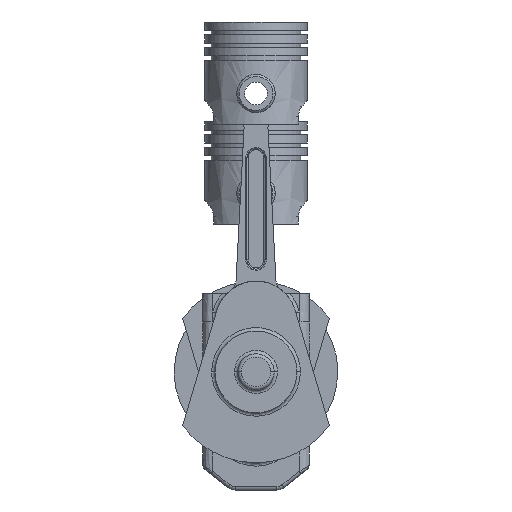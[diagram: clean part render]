
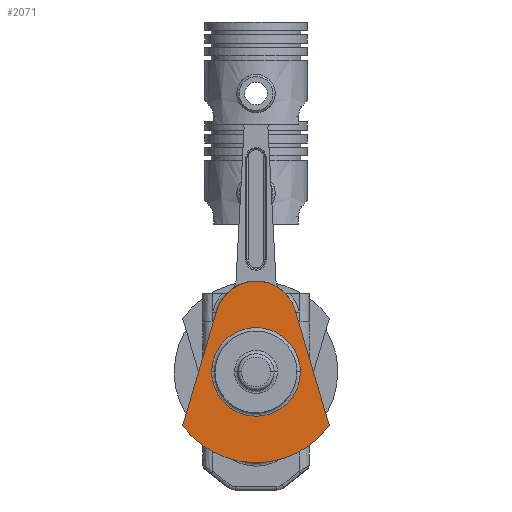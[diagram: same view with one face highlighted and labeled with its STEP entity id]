
A CAD part, left-side view. The second image highlights one B-rep face of the part: STEP entity #2071.
In plain terms, the highlighted free-form (B-spline) face has degree [1, 1] with [2, 2] control points.
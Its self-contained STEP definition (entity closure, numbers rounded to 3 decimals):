
#581 = EDGE_CURVE('',#582,#584,#586,.T.);
#582 = VERTEX_POINT('',#583);
#583 = CARTESIAN_POINT('',(-270.156,-83.464,-61.051)
  );
#584 = VERTEX_POINT('',#585);
#585 = CARTESIAN_POINT('',(-270.156,-44.618,
    70.091));
#586 = B_SPLINE_CURVE_WITH_KNOTS('',1,(#587,#588),.UNSPECIFIED.,.F.,.F.,
  (2,2),(-52.906,52.906),.PIECEWISE_BEZIER_KNOTS.);
#587 = CARTESIAN_POINT('',(-270.156,-83.464,
    -61.051));
#588 = CARTESIAN_POINT('',(-270.156,-44.618,
    70.091));
#617 = EDGE_CURVE('',#618,#584,#620,.T.);
#618 = VERTEX_POINT('',#619);
#619 = CARTESIAN_POINT('',(-270.156,44.618,
    70.091));
#620 = ( BOUNDED_CURVE() B_SPLINE_CURVE(2,(#621,#622,#623),
.UNSPECIFIED.,.F.,.F.) B_SPLINE_CURVE_WITH_KNOTS((3,3),(5.,
7.566),.PIECEWISE_BEZIER_KNOTS.) CURVE() 
GEOMETRIC_REPRESENTATION_ITEM() RATIONAL_B_SPLINE_CURVE((1.,
0.284,1.)) REPRESENTATION_ITEM('') );
#621 = CARTESIAN_POINT('',(-270.156,44.618,
    70.091));
#622 = CARTESIAN_POINT('',(-270.156,0.,
    220.719));
#623 = CARTESIAN_POINT('',(-270.156,-44.618,
    70.091));
#649 = EDGE_CURVE('',#650,#618,#652,.T.);
#650 = VERTEX_POINT('',#651);
#651 = CARTESIAN_POINT('',(-270.156,83.464,-61.051
    ));
#652 = B_SPLINE_CURVE_WITH_KNOTS('',1,(#653,#654),.UNSPECIFIED.,.F.,.F.,
  (2,2),(-52.906,52.906),.PIECEWISE_BEZIER_KNOTS.);
#653 = CARTESIAN_POINT('',(-270.156,83.464,-61.051
    ));
#654 = CARTESIAN_POINT('',(-270.156,44.618,70.091
    ));
#677 = EDGE_CURVE('',#582,#650,#678,.T.);
#678 = ( BOUNDED_CURVE() B_SPLINE_CURVE(2,(#679,#680,#681),
.UNSPECIFIED.,.F.,.F.) B_SPLINE_CURVE_WITH_KNOTS((3,3),(2.202,
4.081),.PIECEWISE_BEZIER_KNOTS.) CURVE() 
GEOMETRIC_REPRESENTATION_ITEM() RATIONAL_B_SPLINE_CURVE((1.,
0.59,1.)) REPRESENTATION_ITEM('') );
#679 = CARTESIAN_POINT('',(-270.156,-83.464,
    -61.051));
#680 = CARTESIAN_POINT('',(-270.156,0.,
    -175.156));
#681 = CARTESIAN_POINT('',(-270.156,83.464,-61.051
    ));
#2071 = ADVANCED_FACE('',(#2072,#2078),#2100,.F.);
#2072 = FACE_BOUND('',#2073,.T.);
#2073 = EDGE_LOOP('',(#2074,#2075,#2076,#2077));
#2074 = ORIENTED_EDGE('',*,*,#581,.T.);
#2075 = ORIENTED_EDGE('',*,*,#617,.F.);
#2076 = ORIENTED_EDGE('',*,*,#649,.F.);
#2077 = ORIENTED_EDGE('',*,*,#677,.F.);
#2078 = FACE_BOUND('',#2079,.T.);
#2079 = EDGE_LOOP('',(#2080,#2092));
#2080 = ORIENTED_EDGE('',*,*,#2081,.T.);
#2081 = EDGE_CURVE('',#2082,#2084,#2086,.T.);
#2082 = VERTEX_POINT('',#2083);
#2083 = CARTESIAN_POINT('',(-270.156,-50.412,
    0.));
#2084 = VERTEX_POINT('',#2085);
#2085 = CARTESIAN_POINT('',(-270.156,50.412,0.));
#2086 = ( BOUNDED_CURVE() B_SPLINE_CURVE(2,(#2087,#2088,#2089,#2090,
#2091),.UNSPECIFIED.,.F.,.F.) B_SPLINE_CURVE_WITH_KNOTS((3,2,3),(
    1.571,3.142,4.712),
.PIECEWISE_BEZIER_KNOTS.) CURVE() GEOMETRIC_REPRESENTATION_ITEM() 
RATIONAL_B_SPLINE_CURVE((1.,0.707,1.,0.707,1.)) 
REPRESENTATION_ITEM('') );
#2087 = CARTESIAN_POINT('',(-270.156,-50.412,
    0.));
#2088 = CARTESIAN_POINT('',(-270.156,-50.412,
    -50.412));
#2089 = CARTESIAN_POINT('',(-270.156,0.,
    -50.412));
#2090 = CARTESIAN_POINT('',(-270.156,50.412,
    -50.412));
#2091 = CARTESIAN_POINT('',(-270.156,50.412,
    0.));
#2092 = ORIENTED_EDGE('',*,*,#2093,.T.);
#2093 = EDGE_CURVE('',#2084,#2082,#2094,.T.);
#2094 = ( BOUNDED_CURVE() B_SPLINE_CURVE(2,(#2095,#2096,#2097,#2098,
#2099),.UNSPECIFIED.,.F.,.F.) B_SPLINE_CURVE_WITH_KNOTS((3,2,3),(
    4.712,6.283,7.854),
.PIECEWISE_BEZIER_KNOTS.) CURVE() GEOMETRIC_REPRESENTATION_ITEM() 
RATIONAL_B_SPLINE_CURVE((1.,0.707,1.,0.707,1.)) 
REPRESENTATION_ITEM('') );
#2095 = CARTESIAN_POINT('',(-270.156,50.412,
    0.));
#2096 = CARTESIAN_POINT('',(-270.156,50.412,50.412
    ));
#2097 = CARTESIAN_POINT('',(-270.156,0.,
    50.412));
#2098 = CARTESIAN_POINT('',(-270.156,-50.412,
    50.412));
#2099 = CARTESIAN_POINT('',(-270.156,-50.412,
    0.));
#2100 = B_SPLINE_SURFACE_WITH_KNOTS('',1,1,(
    (#2101,#2102)
    ,(#2103,#2104
    )),.UNSPECIFIED.,.F.,.F.,.F.,(2,2),(2,2),(-64.57,
    64.57),(-80.,80.),.PIECEWISE_BEZIER_KNOTS.);
#2101 = CARTESIAN_POINT('',(-270.156,-83.464,
    -103.409));
#2102 = CARTESIAN_POINT('',(-270.156,-83.464,
    103.409));
#2103 = CARTESIAN_POINT('',(-270.156,83.464,-103.409
    ));
#2104 = CARTESIAN_POINT('',(-270.156,83.464,
    103.409));
